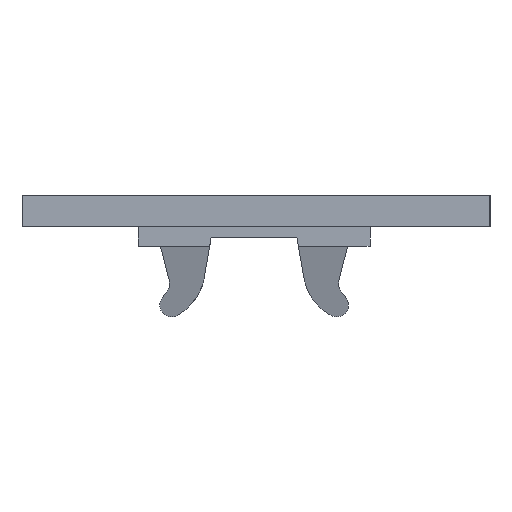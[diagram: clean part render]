
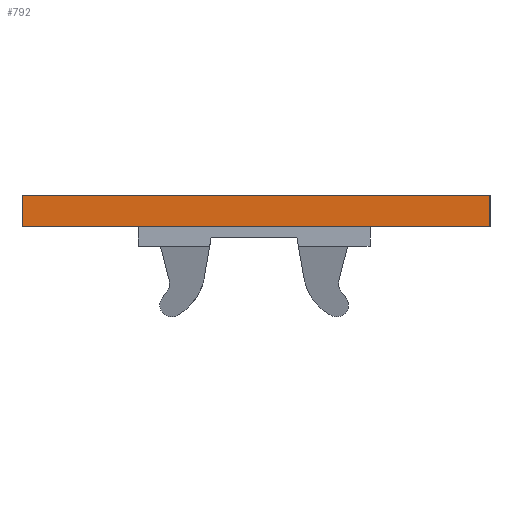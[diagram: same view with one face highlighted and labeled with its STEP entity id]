
A CAD part, left-side view. The second image highlights one B-rep face of the part: STEP entity #792.
In plain terms, the highlighted planar face has unit normal (-1, 0, 0).
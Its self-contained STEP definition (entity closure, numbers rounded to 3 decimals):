
#379=FACE_OUTER_BOUND('',#1693,.T.);
#792=ADVANCED_FACE('',(#379),#1228,.T.);
#1228=PLANE('',#8387);
#1693=EDGE_LOOP('',(#2281,#2282,#2283,#2284));
#2281=ORIENTED_EDGE('',*,*,#5327,.F.);
#2282=ORIENTED_EDGE('',*,*,#5328,.F.);
#2283=ORIENTED_EDGE('',*,*,#5329,.F.);
#2284=ORIENTED_EDGE('',*,*,#5330,.T.);
#4569=VERTEX_POINT('',#11157);
#4570=VERTEX_POINT('',#11158);
#4571=VERTEX_POINT('',#11160);
#4572=VERTEX_POINT('',#11162);
#5327=EDGE_CURVE('',#4569,#4570,#6479,.T.);
#5328=EDGE_CURVE('',#4571,#4569,#6480,.T.);
#5329=EDGE_CURVE('',#4572,#4571,#6481,.T.);
#5330=EDGE_CURVE('',#4572,#4570,#6482,.T.);
#6479=LINE('',#11156,#7463);
#6480=LINE('',#11159,#7464);
#6481=LINE('',#11161,#7465);
#6482=LINE('',#11163,#7466);
#7463=VECTOR('',#9028,1.);
#7464=VECTOR('',#9029,1.);
#7465=VECTOR('',#9030,1.);
#7466=VECTOR('',#9031,1.);
#8387=AXIS2_PLACEMENT_3D('',#11164,#9032,#9033);
#9028=DIRECTION('',(0.,-1.,0.));
#9029=DIRECTION('',(0.,0.,1.));
#9030=DIRECTION('',(0.,1.,0.));
#9031=DIRECTION('',(0.,0.,1.));
#9032=DIRECTION('',(-1.,0.,0.));
#9033=DIRECTION('',(0.,0.,1.));
#11156=CARTESIAN_POINT('',(0.,-3.35,0.));
#11157=CARTESIAN_POINT('',(0.,0.,
0.));
#11158=CARTESIAN_POINT('',(0.,-11.9,0.));
#11159=CARTESIAN_POINT('',(0.,0.,
-0.8));
#11160=CARTESIAN_POINT('',(0.,0.,
-0.8));
#11161=CARTESIAN_POINT('',(0.,-3.7,-0.8));
#11162=CARTESIAN_POINT('',(0.,-11.9,-0.8));
#11163=CARTESIAN_POINT('',(0.,-11.9,-0.8));
#11164=CARTESIAN_POINT('',(0.,-9.525,-0.8));
